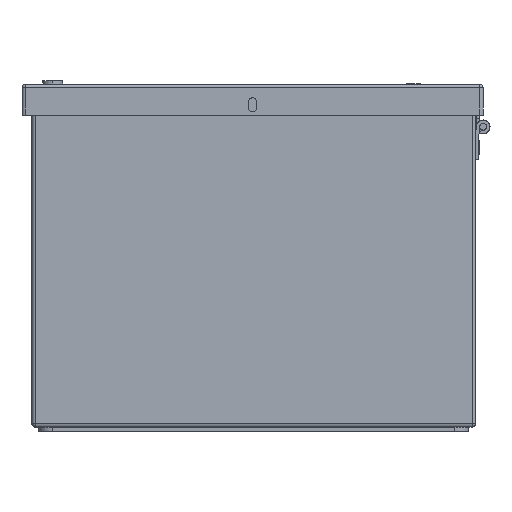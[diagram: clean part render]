
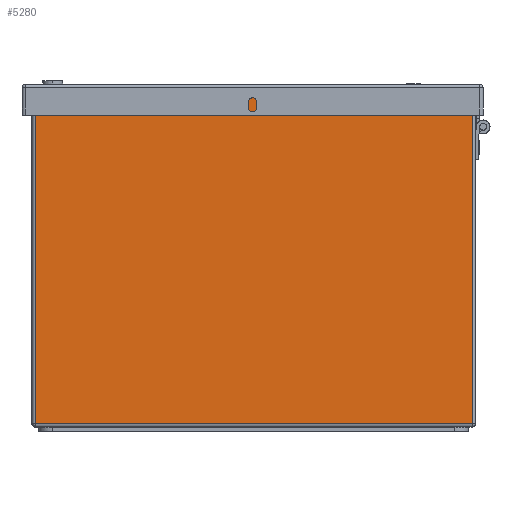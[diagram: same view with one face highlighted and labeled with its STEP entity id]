
A CAD part, left-side view. The second image highlights one B-rep face of the part: STEP entity #5280.
In plain terms, the highlighted planar face has unit normal (-1, 0, 0).
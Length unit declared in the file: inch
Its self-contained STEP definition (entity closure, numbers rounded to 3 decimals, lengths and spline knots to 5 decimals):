
#1037 = VECTOR ( 'NONE', #37571, 39.37008 ) ;
#2065 = CARTESIAN_POINT ( 'NONE',  ( -0.0002, 0.06, 6. ) ) ;
#2548 = DIRECTION ( 'NONE',  ( 0., 1., 0. ) ) ;
#5280 = ADVANCED_FACE ( 'NONE', ( #12299 ), #9474, .F. ) ;
#5383 = CARTESIAN_POINT ( 'NONE',  ( -0.0002, 7.94, 6. ) ) ;
#5808 = VERTEX_POINT ( 'NONE', #22512 ) ;
#6341 = DIRECTION ( 'NONE',  ( 0., -1., 0. ) ) ;
#9474 = PLANE ( 'NONE',  #29129 ) ;
#10474 = DIRECTION ( 'NONE',  ( 0., 0., 1. ) ) ;
#11089 = CARTESIAN_POINT ( 'NONE',  ( -0.0002, 7.94, 0.06 ) ) ;
#11182 = VECTOR ( 'NONE', #6341, 39.37008 ) ;
#11818 = DIRECTION ( 'NONE',  ( 0., 0., -1. ) ) ;
#12299 = FACE_OUTER_BOUND ( 'NONE', #24089, .T. ) ;
#14099 = CARTESIAN_POINT ( 'NONE',  ( -0.0002, 7.94, 5.94 ) ) ;
#15931 = VERTEX_POINT ( 'NONE', #14099 ) ;
#16972 = CARTESIAN_POINT ( 'NONE',  ( -0.0002, 0.06, 0.06 ) ) ;
#19696 = ORIENTED_EDGE ( 'NONE', *, *, #39366, .F. ) ;
#20666 = ORIENTED_EDGE ( 'NONE', *, *, #23126, .F. ) ;
#22512 = CARTESIAN_POINT ( 'NONE',  ( -0.0002, 0.06, 5.94 ) ) ;
#22804 = CARTESIAN_POINT ( 'NONE',  ( -0.0002, 0.06, 5.94 ) ) ;
#23126 = EDGE_CURVE ( 'NONE', #5808, #27022, #34407, .T. ) ;
#24089 = EDGE_LOOP ( 'NONE', ( #19696, #29212, #26926, #20666 ) ) ;
#25824 = VECTOR ( 'NONE', #10474, 39.37008 ) ;
#26052 = EDGE_CURVE ( 'NONE', #27022, #39421, #41477, .T. ) ;
#26741 = LINE ( 'NONE', #39570, #25824 ) ;
#26926 = ORIENTED_EDGE ( 'NONE', *, *, #26052, .F. ) ;
#27022 = VERTEX_POINT ( 'NONE', #16972 ) ;
#28101 = EDGE_CURVE ( 'NONE', #39421, #15931, #26741, .T. ) ;
#28922 = CARTESIAN_POINT ( 'NONE',  ( -0.0002, 7.94, 0.06 ) ) ;
#29129 = AXIS2_PLACEMENT_3D ( 'NONE', #5383, #35525, #2548 ) ;
#29212 = ORIENTED_EDGE ( 'NONE', *, *, #28101, .F. ) ;
#32089 = VECTOR ( 'NONE', #11818, 39.37008 ) ;
#34407 = LINE ( 'NONE', #2065, #32089 ) ;
#35437 = LINE ( 'NONE', #22804, #11182 ) ;
#35525 = DIRECTION ( 'NONE',  ( 1., 0., 0. ) ) ;
#37571 = DIRECTION ( 'NONE',  ( 0., 1., 0. ) ) ;
#39366 = EDGE_CURVE ( 'NONE', #15931, #5808, #35437, .T. ) ;
#39421 = VERTEX_POINT ( 'NONE', #28922 ) ;
#39570 = CARTESIAN_POINT ( 'NONE',  ( -0.0002, 7.94, 6. ) ) ;
#41477 = LINE ( 'NONE', #11089, #1037 ) ;
